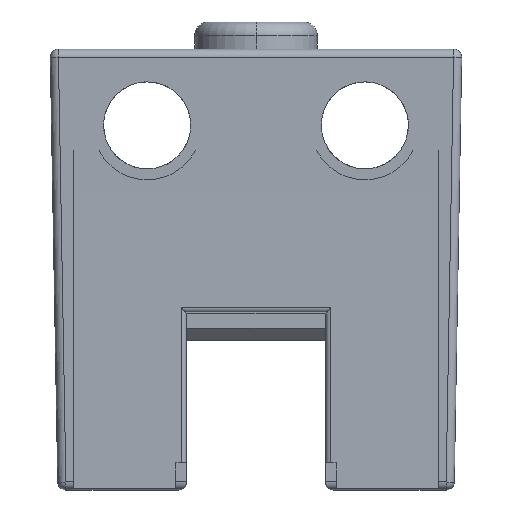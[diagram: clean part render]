
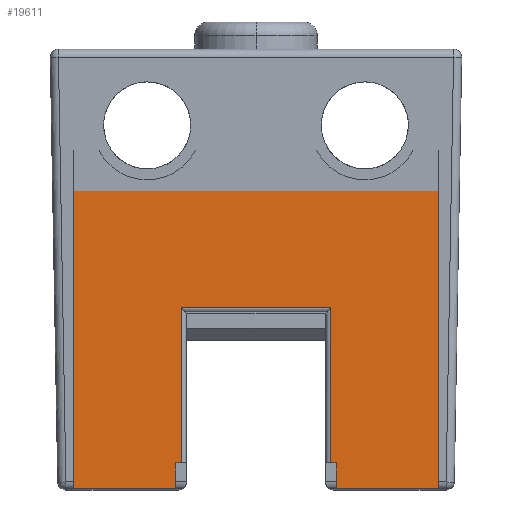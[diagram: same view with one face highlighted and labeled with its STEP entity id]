
A CAD part, front view. The second image highlights one B-rep face of the part: STEP entity #19611.
In plain terms, the highlighted planar face has unit normal (0, -1, 0).
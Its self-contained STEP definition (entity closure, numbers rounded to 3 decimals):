
#18614=CARTESIAN_POINT('',(4.,-3.2,5.4));
#18615=DIRECTION('',(0.,-1.,0.));
#18616=DIRECTION('',(-1.,0.,0.));
#18617=AXIS2_PLACEMENT_3D('',#18614,#18615,#18616);
#18619=CARTESIAN_POINT('',(4.,-3.2,5.4));
#18620=DIRECTION('',(0.,-1.,0.));
#18621=DIRECTION('',(0.,0.,-1.));
#18622=AXIS2_PLACEMENT_3D('',#18619,#18620,#18621);
#18624=DIRECTION('',(0.,0.,-1.));
#18625=VECTOR('',#18624,0.95);
#18626=CARTESIAN_POINT('',(-2.942,-3.2,-7.));
#18627=LINE('',#18626,#18625);
#18628=DIRECTION('',(-1.,0.,0.));
#18629=VECTOR('',#18628,3.783);
#18630=CARTESIAN_POINT('',(-2.942,-3.2,-7.95));
#18631=LINE('',#18630,#18629);
#18632=DIRECTION('',(0.,0.,1.));
#18633=VECTOR('',#18632,13.35);
#18634=CARTESIAN_POINT('',(-6.725,-3.2,-7.95));
#18635=LINE('',#18634,#18633);
#18636=DIRECTION('',(1.,0.,0.));
#18637=VECTOR('',#18636,0.725);
#18638=CARTESIAN_POINT('',(-6.725,-3.2,5.4));
#18639=LINE('',#18638,#18637);
#18640=CARTESIAN_POINT('',(-4.,-3.2,5.4));
#18641=DIRECTION('',(0.,-1.,0.));
#18642=DIRECTION('',(-1.,0.,0.));
#18643=AXIS2_PLACEMENT_3D('',#18640,#18641,#18642);
#18645=CARTESIAN_POINT('',(-4.,-3.2,5.4));
#18646=DIRECTION('',(0.,-1.,0.));
#18647=DIRECTION('',(0.,0.,-1.));
#18648=AXIS2_PLACEMENT_3D('',#18645,#18646,#18647);
#18650=DIRECTION('',(0.,0.,1.));
#18651=VECTOR('',#18650,2.374);
#18652=CARTESIAN_POINT('',(-2.,-3.2,5.4));
#18653=LINE('',#18652,#18651);
#18654=DIRECTION('',(-1.,0.,0.));
#18655=VECTOR('',#18654,4.);
#18656=CARTESIAN_POINT('',(2.,-3.2,7.774));
#18657=LINE('',#18656,#18655);
#18675=DIRECTION('',(0.,0.,1.));
#18676=VECTOR('',#18675,2.374);
#18677=CARTESIAN_POINT('',(2.,-3.2,5.4));
#18678=LINE('',#18677,#18676);
#18899=DIRECTION('',(1.,0.,0.));
#18900=VECTOR('',#18899,0.192);
#18901=CARTESIAN_POINT('',(-2.942,-3.2,-7.));
#18902=LINE('',#18901,#18900);
#18903=DIRECTION('',(0.,0.,1.));
#18904=VECTOR('',#18903,5.7);
#18905=CARTESIAN_POINT('',(-2.75,-3.2,-7.));
#18906=LINE('',#18905,#18904);
#18929=DIRECTION('',(1.,0.,0.));
#18930=VECTOR('',#18929,5.5);
#18931=CARTESIAN_POINT('',(-2.75,-3.2,-1.3));
#18932=LINE('',#18931,#18930);
#18971=DIRECTION('',(0.,0.,-1.));
#18972=VECTOR('',#18971,5.7);
#18973=CARTESIAN_POINT('',(2.75,-3.2,-1.3));
#18974=LINE('',#18973,#18972);
#18980=DIRECTION('',(1.,0.,0.));
#18981=VECTOR('',#18980,0.192);
#18982=CARTESIAN_POINT('',(2.75,-3.2,-7.));
#18983=LINE('',#18982,#18981);
#19000=DIRECTION('',(0.,0.,-1.));
#19001=VECTOR('',#19000,0.95);
#19002=CARTESIAN_POINT('',(2.942,-3.2,-7.));
#19003=LINE('',#19002,#19001);
#19020=DIRECTION('',(1.,0.,0.));
#19021=VECTOR('',#19020,3.783);
#19022=CARTESIAN_POINT('',(2.942,-3.2,-7.95));
#19023=LINE('',#19022,#19021);
#19032=DIRECTION('',(0.,0.,1.));
#19033=VECTOR('',#19032,13.35);
#19034=CARTESIAN_POINT('',(6.725,-3.2,-7.95));
#19035=LINE('',#19034,#19033);
#19055=DIRECTION('',(-1.,0.,0.));
#19056=VECTOR('',#19055,0.725);
#19057=CARTESIAN_POINT('',(6.725,-3.2,5.4));
#19058=LINE('',#19057,#19056);
#19367=CARTESIAN_POINT('',(2.,-3.2,7.774));
#19368=CARTESIAN_POINT('',(-2.,-3.2,7.774));
#19369=VERTEX_POINT('',#19367);
#19370=VERTEX_POINT('',#19368);
#19371=CARTESIAN_POINT('',(2.,-3.2,5.4));
#19372=VERTEX_POINT('',#19371);
#19373=CARTESIAN_POINT('',(4.,-3.2,3.4));
#19374=VERTEX_POINT('',#19373);
#19375=CARTESIAN_POINT('',(6.,-3.2,5.4));
#19376=VERTEX_POINT('',#19375);
#19377=CARTESIAN_POINT('',(6.725,-3.2,5.4));
#19378=VERTEX_POINT('',#19377);
#19379=CARTESIAN_POINT('',(6.725,-3.2,-7.95));
#19380=VERTEX_POINT('',#19379);
#19381=CARTESIAN_POINT('',(2.942,-3.2,-7.95));
#19382=VERTEX_POINT('',#19381);
#19383=CARTESIAN_POINT('',(2.942,-3.2,-7.));
#19384=VERTEX_POINT('',#19383);
#19385=CARTESIAN_POINT('',(2.75,-3.2,-7.));
#19386=VERTEX_POINT('',#19385);
#19387=CARTESIAN_POINT('',(2.75,-3.2,-1.3));
#19388=VERTEX_POINT('',#19387);
#19389=CARTESIAN_POINT('',(-2.75,-3.2,-1.3));
#19390=VERTEX_POINT('',#19389);
#19391=CARTESIAN_POINT('',(-2.75,-3.2,-7.));
#19392=VERTEX_POINT('',#19391);
#19393=CARTESIAN_POINT('',(-2.942,-3.2,-7.));
#19394=VERTEX_POINT('',#19393);
#19395=CARTESIAN_POINT('',(-2.942,-3.2,-7.95));
#19396=VERTEX_POINT('',#19395);
#19397=CARTESIAN_POINT('',(-6.725,-3.2,-7.95));
#19398=VERTEX_POINT('',#19397);
#19399=CARTESIAN_POINT('',(-6.725,-3.2,5.4));
#19400=VERTEX_POINT('',#19399);
#19401=CARTESIAN_POINT('',(-6.,-3.2,5.4));
#19402=VERTEX_POINT('',#19401);
#19403=CARTESIAN_POINT('',(-4.,-3.2,3.4));
#19404=VERTEX_POINT('',#19403);
#19405=CARTESIAN_POINT('',(-2.,-3.2,5.4));
#19406=VERTEX_POINT('',#19405);
#19564=CARTESIAN_POINT('',(0.,-3.2,0.));
#19565=DIRECTION('',(0.,1.,0.));
#19566=DIRECTION('',(1.,0.,0.));
#19567=AXIS2_PLACEMENT_3D('',#19564,#19565,#19566);
#19568=PLANE('',#19567);
#19570=ORIENTED_EDGE('',*,*,#19569,.F.);
#19572=ORIENTED_EDGE('',*,*,#19571,.F.);
#19574=ORIENTED_EDGE('',*,*,#19573,.T.);
#19576=ORIENTED_EDGE('',*,*,#19575,.T.);
#19578=ORIENTED_EDGE('',*,*,#19577,.F.);
#19580=ORIENTED_EDGE('',*,*,#19579,.F.);
#19582=ORIENTED_EDGE('',*,*,#19581,.F.);
#19584=ORIENTED_EDGE('',*,*,#19583,.F.);
#19586=ORIENTED_EDGE('',*,*,#19585,.F.);
#19588=ORIENTED_EDGE('',*,*,#19587,.F.);
#19590=ORIENTED_EDGE('',*,*,#19589,.F.);
#19592=ORIENTED_EDGE('',*,*,#19591,.F.);
#19594=ORIENTED_EDGE('',*,*,#19593,.F.);
#19596=ORIENTED_EDGE('',*,*,#19595,.T.);
#19598=ORIENTED_EDGE('',*,*,#19597,.T.);
#19600=ORIENTED_EDGE('',*,*,#19599,.T.);
#19602=ORIENTED_EDGE('',*,*,#19601,.T.);
#19604=ORIENTED_EDGE('',*,*,#19603,.T.);
#19606=ORIENTED_EDGE('',*,*,#19605,.T.);
#19608=ORIENTED_EDGE('',*,*,#19607,.T.);
#19609=EDGE_LOOP('',(#19570,#19572,#19574,#19576,#19578,#19580,#19582,#19584,
#19586,#19588,#19590,#19592,#19594,#19596,#19598,#19600,#19602,#19604,#19606,
#19608));
#19610=FACE_OUTER_BOUND('',#19609,.F.);
#18618=CIRCLE('',#18617,2.);
#18623=CIRCLE('',#18622,2.);
#18644=CIRCLE('',#18643,2.);
#18649=CIRCLE('',#18648,2.);
#19569=EDGE_CURVE('',#19369,#19370,#18657,.T.);
#19571=EDGE_CURVE('',#19372,#19369,#18678,.T.);
#19573=EDGE_CURVE('',#19372,#19374,#18618,.T.);
#19575=EDGE_CURVE('',#19374,#19376,#18623,.T.);
#19577=EDGE_CURVE('',#19378,#19376,#19058,.T.);
#19579=EDGE_CURVE('',#19380,#19378,#19035,.T.);
#19581=EDGE_CURVE('',#19382,#19380,#19023,.T.);
#19583=EDGE_CURVE('',#19384,#19382,#19003,.T.);
#19585=EDGE_CURVE('',#19386,#19384,#18983,.T.);
#19587=EDGE_CURVE('',#19388,#19386,#18974,.T.);
#19589=EDGE_CURVE('',#19390,#19388,#18932,.T.);
#19591=EDGE_CURVE('',#19392,#19390,#18906,.T.);
#19593=EDGE_CURVE('',#19394,#19392,#18902,.T.);
#19595=EDGE_CURVE('',#19394,#19396,#18627,.T.);
#19597=EDGE_CURVE('',#19396,#19398,#18631,.T.);
#19599=EDGE_CURVE('',#19398,#19400,#18635,.T.);
#19601=EDGE_CURVE('',#19400,#19402,#18639,.T.);
#19603=EDGE_CURVE('',#19402,#19404,#18644,.T.);
#19605=EDGE_CURVE('',#19404,#19406,#18649,.T.);
#19607=EDGE_CURVE('',#19406,#19370,#18653,.T.);
#19611=ADVANCED_FACE('',(#19610),#19568,.F.);
